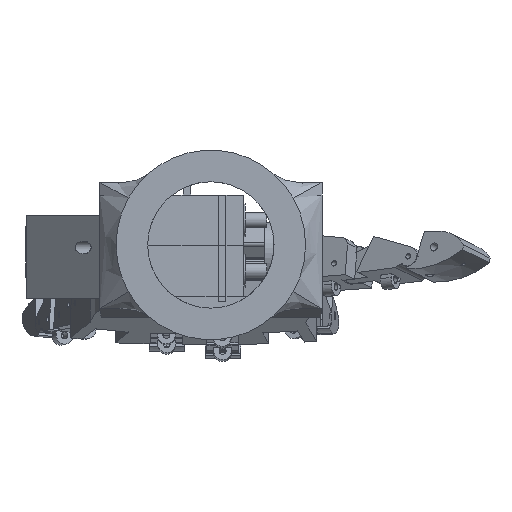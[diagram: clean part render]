
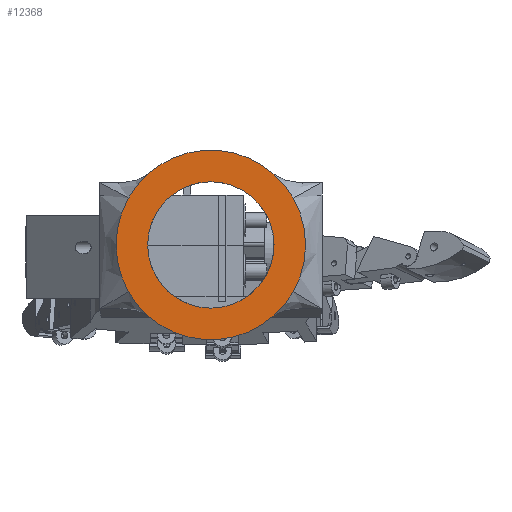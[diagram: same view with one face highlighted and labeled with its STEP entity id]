
A CAD part, front view. The second image highlights one B-rep face of the part: STEP entity #12368.
In plain terms, the highlighted planar face has unit normal (0, -1, 0).
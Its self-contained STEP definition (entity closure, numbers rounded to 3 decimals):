
#228=FACE_BOUND('',#1619,.T.);
#491=PLANE('',#13330);
#961=FACE_OUTER_BOUND('',#1618,.T.);
#1618=EDGE_LOOP('',(#8926,#8927,#8928,#8929));
#1619=EDGE_LOOP('',(#8930));
#5194=CIRCLE('',#13283,25.);
#5198=CIRCLE('',#13289,37.5);
#5203=CIRCLE('',#13331,37.5);
#5204=CIRCLE('',#13332,37.5);
#5205=CIRCLE('',#13333,37.5);
#5596=VERTEX_POINT('',#18074);
#5606=VERTEX_POINT('',#18167);
#5607=VERTEX_POINT('',#18169);
#5669=VERTEX_POINT('',#18376);
#5670=VERTEX_POINT('',#18378);
#6807=EDGE_CURVE('',#5596,#5596,#5194,.T.);
#6822=EDGE_CURVE('',#5606,#5607,#5198,.T.);
#6930=EDGE_CURVE('',#5669,#5606,#5203,.T.);
#6931=EDGE_CURVE('',#5670,#5669,#5204,.T.);
#6932=EDGE_CURVE('',#5607,#5670,#5205,.T.);
#8926=ORIENTED_EDGE('',*,*,#6930,.F.);
#8927=ORIENTED_EDGE('',*,*,#6931,.F.);
#8928=ORIENTED_EDGE('',*,*,#6932,.F.);
#8929=ORIENTED_EDGE('',*,*,#6822,.F.);
#8930=ORIENTED_EDGE('',*,*,#6807,.T.);
#12368=ADVANCED_FACE('',(#961,#228),#491,.F.);
#13283=AXIS2_PLACEMENT_3D('',#18075,#14508,#14509);
#13289=AXIS2_PLACEMENT_3D('',#18170,#14530,#14531);
#13330=AXIS2_PLACEMENT_3D('',#18375,#14715,#14716);
#13331=AXIS2_PLACEMENT_3D('',#18377,#14717,#14718);
#13332=AXIS2_PLACEMENT_3D('',#18379,#14719,#14720);
#13333=AXIS2_PLACEMENT_3D('',#18380,#14721,#14722);
#14508=DIRECTION('center_axis',(0.,1.,0.));
#14509=DIRECTION('ref_axis',(1.,0.,0.));
#14530=DIRECTION('center_axis',(0.,1.,0.));
#14531=DIRECTION('ref_axis',(-1.,0.,0.));
#14715=DIRECTION('center_axis',(0.,1.,0.));
#14716=DIRECTION('ref_axis',(0.,0.,1.));
#14717=DIRECTION('center_axis',(0.,1.,0.));
#14718=DIRECTION('ref_axis',(-1.,0.,0.));
#14719=DIRECTION('center_axis',(0.,1.,0.));
#14720=DIRECTION('ref_axis',(-1.,0.,0.));
#14721=DIRECTION('center_axis',(0.,1.,0.));
#14722=DIRECTION('ref_axis',(-1.,0.,0.));
#18074=CARTESIAN_POINT('',(-25.,-77.,25.254));
#18075=CARTESIAN_POINT('Origin',(0.,-77.,25.254));
#18167=CARTESIAN_POINT('',(-32.605,-77.,43.779));
#18169=CARTESIAN_POINT('',(32.605,-77.,43.779));
#18170=CARTESIAN_POINT('Origin',(0.,-77.,25.254));
#18375=CARTESIAN_POINT('Origin',(0.,-77.,25.254));
#18376=CARTESIAN_POINT('',(-32.605,-77.,6.729));
#18377=CARTESIAN_POINT('Origin',(0.,-77.,25.254));
#18378=CARTESIAN_POINT('',(32.605,-77.,6.729));
#18379=CARTESIAN_POINT('Origin',(0.,-77.,25.254));
#18380=CARTESIAN_POINT('Origin',(0.,-77.,25.254));
